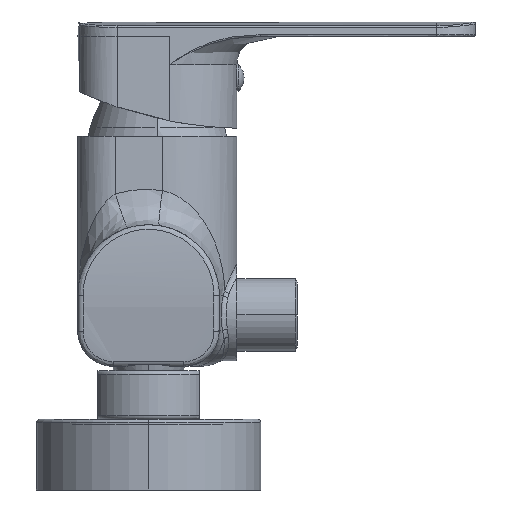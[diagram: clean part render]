
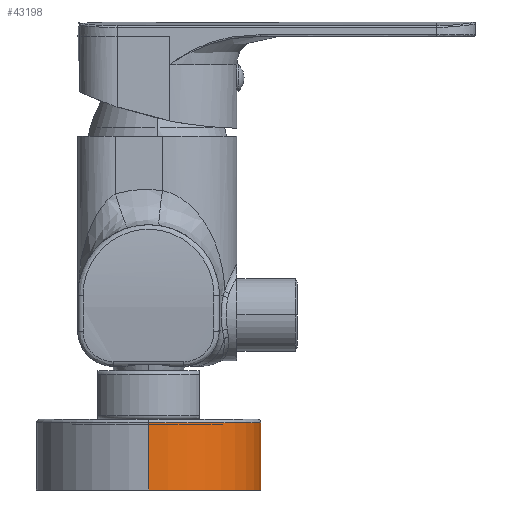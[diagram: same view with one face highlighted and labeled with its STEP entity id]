
A CAD part, left-side view. The second image highlights one B-rep face of the part: STEP entity #43198.
In plain terms, the highlighted cylindrical face has radius 31.75 mm (diameter 63.5 mm), a partial arc.
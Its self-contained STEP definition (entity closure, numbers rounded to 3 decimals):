
#10631=CARTESIAN_POINT('',(-75.,0.,-36.));
#10632=DIRECTION('',(0.,0.,1.));
#10633=DIRECTION('',(-1.,0.,0.));
#10634=AXIS2_PLACEMENT_3D('',#10631,#10632,#10633);
#10636=CARTESIAN_POINT('',(-75.,0.,-55.));
#10637=DIRECTION('',(0.,0.,-1.));
#10638=DIRECTION('',(1.,0.,0.));
#10639=AXIS2_PLACEMENT_3D('',#10636,#10637,#10638);
#10666=DIRECTION('',(0.,0.,1.));
#10667=VECTOR('',#10666,19.);
#10668=CARTESIAN_POINT('',(-106.75,0.,-55.));
#10669=LINE('',#10668,#10667);
#10675=DIRECTION('',(0.,0.,1.));
#10676=VECTOR('',#10675,19.);
#10677=CARTESIAN_POINT('',(-43.25,0.,-55.));
#10678=LINE('',#10677,#10676);
#28315=CARTESIAN_POINT('',(-43.25,0.,-55.));
#28316=CARTESIAN_POINT('',(-106.75,0.,-55.));
#28317=VERTEX_POINT('',#28315);
#28318=VERTEX_POINT('',#28316);
#28339=CARTESIAN_POINT('',(-43.25,0.,-36.));
#28340=CARTESIAN_POINT('',(-106.75,0.,-36.));
#28341=VERTEX_POINT('',#28339);
#28342=VERTEX_POINT('',#28340);
#43184=CARTESIAN_POINT('',(-75.,0.,-34.));
#43185=DIRECTION('',(0.,0.,-1.));
#43186=DIRECTION('',(-1.,0.,0.));
#43187=AXIS2_PLACEMENT_3D('',#43184,#43185,#43186);
#43188=CYLINDRICAL_SURFACE('',#43187,31.75);
#43190=ORIENTED_EDGE('',*,*,#43189,.T.);
#43192=ORIENTED_EDGE('',*,*,#43191,.F.);
#43193=ORIENTED_EDGE('',*,*,#43166,.T.);
#43195=ORIENTED_EDGE('',*,*,#43194,.T.);
#43196=EDGE_LOOP('',(#43190,#43192,#43193,#43195));
#43197=FACE_OUTER_BOUND('',#43196,.F.);
#43198=ADVANCED_FACE('',(#43197),#43188,.T.);
#10635=CIRCLE('',#10634,31.75);
#10640=CIRCLE('',#10639,31.75);
#43166=EDGE_CURVE('',#28317,#28318,#10640,.T.);
#43189=EDGE_CURVE('',#28342,#28341,#10635,.T.);
#43191=EDGE_CURVE('',#28317,#28341,#10678,.T.);
#43194=EDGE_CURVE('',#28318,#28342,#10669,.T.);
